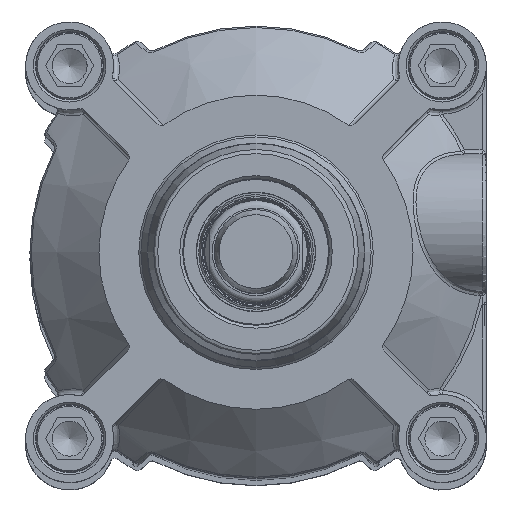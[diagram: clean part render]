
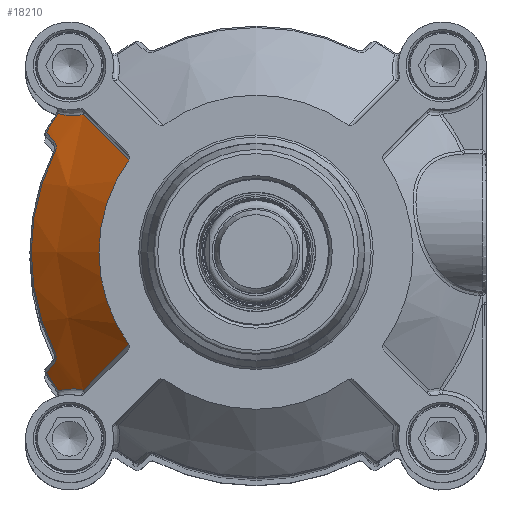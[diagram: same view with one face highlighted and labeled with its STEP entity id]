
A CAD part, top view. The second image highlights one B-rep face of the part: STEP entity #18210.
In plain terms, the highlighted conical face has half-angle 47.936 degrees and reference radius 47.75 mm.
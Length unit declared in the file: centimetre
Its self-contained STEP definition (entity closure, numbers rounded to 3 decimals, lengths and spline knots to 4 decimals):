
#2854=B_SPLINE_CURVE_WITH_KNOTS($,3,(#36597,#36598,#36599,#36600),
 .UNSPECIFIED.,.F.,.F.,(4,4),(-2.4879,-0.4182),
 .UNSPECIFIED.);
#2858=B_SPLINE_CURVE_WITH_KNOTS($,3,(#36673,#36674,#36675,#36676,#36677),
 .UNSPECIFIED.,.F.,.F.,(4,1,4),(-8.955,-8.6354,-8.2093),
 .UNSPECIFIED.);
#2860=B_SPLINE_CURVE_WITH_KNOTS($,3,(#36725,#36726,#36727,#36728,#36729,
#36730),.UNSPECIFIED.,.F.,.F.,(4,1,1,4),(-0.2679,-0.1531,
-0.0765,0.),.UNSPECIFIED.);
#2863=B_SPLINE_CURVE_WITH_KNOTS($,3,(#36778,#36779,#36780,#36781,#36782),
 .UNSPECIFIED.,.F.,.F.,(4,1,4),(-0.2679,-0.1531,0.),
 .UNSPECIFIED.);
#2864=B_SPLINE_CURVE_WITH_KNOTS($,3,(#36814,#36815,#36816,#36817),
 .UNSPECIFIED.,.F.,.F.,(4,4),(-1.5649,-1.1856),
 .UNSPECIFIED.);
#2868=B_SPLINE_CURVE_WITH_KNOTS($,3,(#36894,#36895,#36896,#36897,#36898,
#36899,#36900,#36901),.UNSPECIFIED.,.F.,.F.,(4,2,2,4),(-8.7524,
-8.4801,-8.1779,-8.0054),.UNSPECIFIED.);
#2871=B_SPLINE_CURVE_WITH_KNOTS($,3,(#36930,#36931,#36932,#36933),
 .UNSPECIFIED.,.F.,.F.,(4,4),(-2.1084,-0.0387),
 .UNSPECIFIED.);
#2872=B_SPLINE_CURVE_WITH_KNOTS($,3,(#36957,#36958,#36959,#36960),
 .UNSPECIFIED.,.F.,.F.,(4,4),(-3.1504,-2.7711),
 .UNSPECIFIED.);
#2996=CONICAL_SURFACE($,#20099,4.775,0.837);
#4647=FACE_OUTER_BOUND($,#6118,.T.);
#6118=EDGE_LOOP($,(#15678,#15679,#15680,#15681,#15682,#15683,#15684,#15685,
#15686,#15687,#15688,#15689));
#7243=CIRCLE($,#19991,3.75);
#7301=CIRCLE($,#20075,5.767);
#7307=CIRCLE($,#20082,5.367);
#7314=CIRCLE($,#20091,5.767);
#8748=VERTEX_POINT($,#35985);
#8749=VERTEX_POINT($,#35998);
#8816=VERTEX_POINT($,#36569);
#8820=VERTEX_POINT($,#36635);
#8824=VERTEX_POINT($,#36687);
#8825=VERTEX_POINT($,#36723);
#8826=VERTEX_POINT($,#36724);
#8831=VERTEX_POINT($,#36775);
#8832=VERTEX_POINT($,#36777);
#8835=VERTEX_POINT($,#36791);
#8838=VERTEX_POINT($,#36849);
#8842=VERTEX_POINT($,#36867);
#11114=EDGE_CURVE($,#8748,#8749,#7243,.T.);
#11215=EDGE_CURVE($,#8749,#8816,#2854,.T.);
#11221=EDGE_CURVE($,#8816,#8820,#2858,.T.);
#11226=EDGE_CURVE($,#8820,#8824,#7301,.T.);
#11228=EDGE_CURVE($,#8825,#8826,#2860,.T.);
#11234=EDGE_CURVE($,#8831,#8832,#2863,.T.);
#11236=EDGE_CURVE($,#8826,#8831,#7307,.T.);
#11241=EDGE_CURVE($,#8832,#8835,#2864,.T.);
#11247=EDGE_CURVE($,#8835,#8838,#7314,.T.);
#11252=EDGE_CURVE($,#8838,#8842,#2868,.T.);
#11255=EDGE_CURVE($,#8842,#8748,#2871,.T.);
#11258=EDGE_CURVE($,#8824,#8825,#2872,.T.);
#15678=ORIENTED_EDGE($,*,*,#11255,.F.);
#15679=ORIENTED_EDGE($,*,*,#11252,.F.);
#15680=ORIENTED_EDGE($,*,*,#11247,.F.);
#15681=ORIENTED_EDGE($,*,*,#11241,.F.);
#15682=ORIENTED_EDGE($,*,*,#11234,.F.);
#15683=ORIENTED_EDGE($,*,*,#11236,.F.);
#15684=ORIENTED_EDGE($,*,*,#11228,.F.);
#15685=ORIENTED_EDGE($,*,*,#11258,.F.);
#15686=ORIENTED_EDGE($,*,*,#11226,.F.);
#15687=ORIENTED_EDGE($,*,*,#11221,.F.);
#15688=ORIENTED_EDGE($,*,*,#11215,.F.);
#15689=ORIENTED_EDGE($,*,*,#11114,.F.);
#18210=ADVANCED_FACE($,(#4647),#2996,.T.);
#19991=AXIS2_PLACEMENT_3D($,#35999,#24084,#24085);
#20075=AXIS2_PLACEMENT_3D($,#36691,#24273,#24274);
#20082=AXIS2_PLACEMENT_3D($,#36785,#24287,#24288);
#20091=AXIS2_PLACEMENT_3D($,#36861,#24305,#24306);
#20099=AXIS2_PLACEMENT_3D($,#36966,#24323,#24324);
#24084=DIRECTION('center_axis',(0.,0.,1.));
#24085=DIRECTION('ref_axis',(1.,0.,0.));
#24273=DIRECTION('center_axis',(0.,0.,-1.));
#24274=DIRECTION('ref_axis',(-0.842,-0.54,0.));
#24287=DIRECTION('center_axis',(0.,0.,-1.));
#24288=DIRECTION('ref_axis',(-1.,0.,0.));
#24305=DIRECTION('center_axis',(0.,0.,-1.));
#24306=DIRECTION('ref_axis',(-0.842,0.54,0.));
#24323=DIRECTION('center_axis',(0.,0.,-1.));
#24324=DIRECTION('ref_axis',(0.707,-0.707,0.));
#35985=CARTESIAN_POINT('',(-3.0355,2.2019,-0.15));
#35998=CARTESIAN_POINT('',(-3.0355,-2.2019,-0.15));
#35999=CARTESIAN_POINT('Origin',(0.,0.,-0.15));
#36569=CARTESIAN_POINT('',(-4.1282,-3.2903,-1.5298));
#36597=CARTESIAN_POINT('Ctrl Pts',(-3.0355,-2.2019,
-0.15));
#36598=CARTESIAN_POINT('Ctrl Pts',(-3.4005,-2.5649,-0.609));
#36599=CARTESIAN_POINT('Ctrl Pts',(-3.7645,-2.9276,
-1.0692));
#36600=CARTESIAN_POINT('Ctrl Pts',(-4.1282,-3.2903,
-1.5298));
#36635=CARTESIAN_POINT('',(-4.723,-3.3093,-1.9702));
#36673=CARTESIAN_POINT('Ctrl Pts',(-4.1282,-3.2903,
-1.5298));
#36674=CARTESIAN_POINT('Ctrl Pts',(-4.2183,-3.2691,
-1.5815));
#36675=CARTESIAN_POINT('Ctrl Pts',(-4.4275,-3.2474,
-1.72));
#36676=CARTESIAN_POINT('Ctrl Pts',(-4.6193,-3.2781,-1.8774));
#36677=CARTESIAN_POINT('Ctrl Pts',(-4.723,-3.3093,-1.9702));
#36687=CARTESIAN_POINT('',(-5.0032,-2.8682,-1.9702));
#36691=CARTESIAN_POINT('Origin',(0.,0.,-1.9702));
#36723=CARTESIAN_POINT('',(-4.8141,-2.649,-1.7246));
#36724=CARTESIAN_POINT('',(-4.7877,-2.4254,-1.6092));
#36725=CARTESIAN_POINT('Ctrl Pts',(-4.8141,-2.649,-1.7246));
#36726=CARTESIAN_POINT('Ctrl Pts',(-4.795,-2.6269,
-1.6998));
#36727=CARTESIAN_POINT('Ctrl Pts',(-4.7699,-2.5813,
-1.6602));
#36728=CARTESIAN_POINT('Ctrl Pts',(-4.7619,-2.4994,
-1.619));
#36729=CARTESIAN_POINT('Ctrl Pts',(-4.776,-2.4485,
-1.6092));
#36730=CARTESIAN_POINT('Ctrl Pts',(-4.7877,-2.4254,
-1.6092));
#36775=CARTESIAN_POINT('',(-4.7877,2.4254,-1.6092));
#36777=CARTESIAN_POINT('',(-4.8141,2.649,-1.7246));
#36778=CARTESIAN_POINT('Ctrl Pts',(-4.7877,2.4254,-1.6092));
#36779=CARTESIAN_POINT('Ctrl Pts',(-4.7702,2.46,-1.6092));
#36780=CARTESIAN_POINT('Ctrl Pts',(-4.7555,2.5508,-1.6355));
#36781=CARTESIAN_POINT('Ctrl Pts',(-4.7886,2.6195,-1.6916));
#36782=CARTESIAN_POINT('Ctrl Pts',(-4.8141,2.649,-1.7246));
#36785=CARTESIAN_POINT('Origin',(0.,0.,-1.6092));
#36791=CARTESIAN_POINT('',(-5.0032,2.8682,-1.9702));
#36814=CARTESIAN_POINT('Ctrl Pts',(-4.8141,2.649,-1.7246));
#36815=CARTESIAN_POINT('Ctrl Pts',(-4.8772,2.7222,-1.8063));
#36816=CARTESIAN_POINT('Ctrl Pts',(-4.9402,2.7953,-1.8882));
#36817=CARTESIAN_POINT('Ctrl Pts',(-5.0032,2.8682,-1.9702));
#36849=CARTESIAN_POINT('',(-4.723,3.3093,-1.9702));
#36861=CARTESIAN_POINT('Origin',(0.,0.,-1.9702));
#36867=CARTESIAN_POINT('',(-4.1282,3.2903,-1.5298));
#36894=CARTESIAN_POINT('Ctrl Pts',(-4.723,3.3093,-1.9702));
#36895=CARTESIAN_POINT('Ctrl Pts',(-4.6566,3.2893,-1.9108));
#36896=CARTESIAN_POINT('Ctrl Pts',(-4.5877,3.275,-1.8525));
#36897=CARTESIAN_POINT('Ctrl Pts',(-4.4383,3.2585,-1.7343));
#36898=CARTESIAN_POINT('Ctrl Pts',(-4.3565,3.2575,-1.6744));
#36899=CARTESIAN_POINT('Ctrl Pts',(-4.2255,3.2709,-1.5879));
#36900=CARTESIAN_POINT('Ctrl Pts',(-4.1769,3.2788,-1.5578));
#36901=CARTESIAN_POINT('Ctrl Pts',(-4.1282,3.2903,-1.5298));
#36930=CARTESIAN_POINT('Ctrl Pts',(-4.1282,3.2903,-1.5298));
#36931=CARTESIAN_POINT('Ctrl Pts',(-3.7645,2.9276,-1.0692));
#36932=CARTESIAN_POINT('Ctrl Pts',(-3.4005,2.5649,-0.609));
#36933=CARTESIAN_POINT('Ctrl Pts',(-3.0355,2.2019,-0.15));
#36957=CARTESIAN_POINT('Ctrl Pts',(-5.0032,-2.8682,
-1.9702));
#36958=CARTESIAN_POINT('Ctrl Pts',(-4.9402,-2.7953,
-1.8882));
#36959=CARTESIAN_POINT('Ctrl Pts',(-4.8772,-2.7222,-1.8063));
#36960=CARTESIAN_POINT('Ctrl Pts',(-4.8141,-2.649,
-1.7246));
#36966=CARTESIAN_POINT('Origin',(0.,0.,-1.075));
